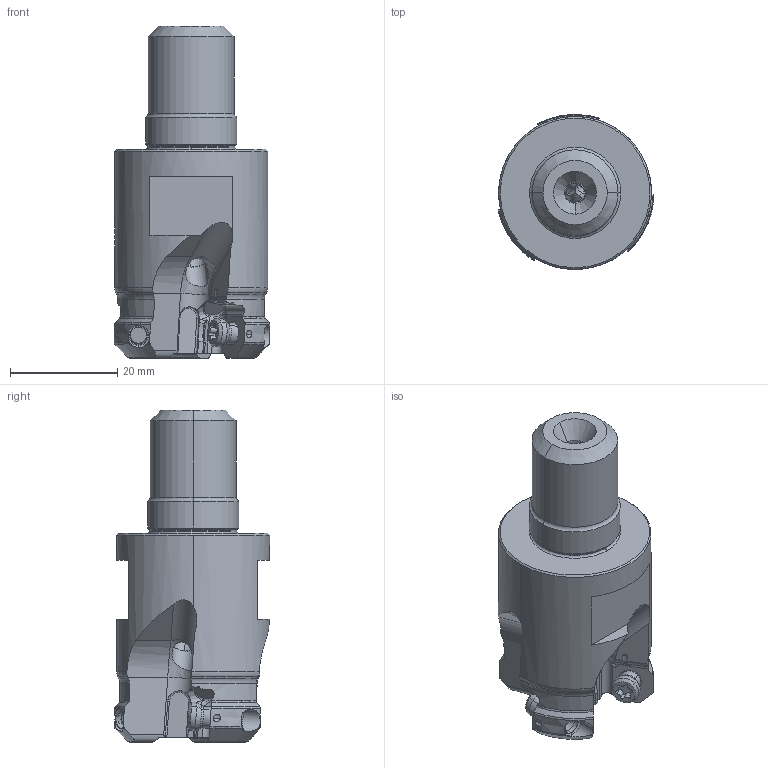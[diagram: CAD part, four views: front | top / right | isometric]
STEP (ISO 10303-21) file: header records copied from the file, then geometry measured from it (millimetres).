
FILE_DESCRIPTION(/* description */ (''),/* implementation_level */ '2;1');
FILE_NAME(/* name */ 'ARP6UPR2003AM1640.stp',/* time_stamp */ '2017-10-10T11:45:53+09:00',/* author */ (''),/* organization */ (''),/* preprocessor_version */ 'ST-DEVELOPER v16',/* originating_system */ 'SIEMENS PLM Software NX 10.0',/* authorisation */ '');
FILE_SCHEMA (('AUTOMOTIVE_DESIGN { 1 0 10303 214 3 1 1 1 }'));
Length unit declared in the file: millimetre
Products named in the file (1): ARP6UPR2003AM1640_ASM
Bounding box: 29.02 x 28.93 x 61.88 mm (x, y, z)
Volume: 21619.6 mm3; surface area: 7587.3 mm2
Topology: 4 solids, 4 shells, 428 faces, 1185 edges, 775 vertices
Faces by surface type: cylinder 159, plane 102, torus 63, cone 62, extrusion 18, sphere 15, bspline 9
Entity records: 18563 total; most frequent: CARTESIAN_POINT 7721, ORIENTED_EDGE 2354, DIRECTION 2172, EDGE_CURVE 1177, AXIS2_PLACEMENT_3D 906, VERTEX_POINT 775, EDGE_LOOP 458, CIRCLE 443
